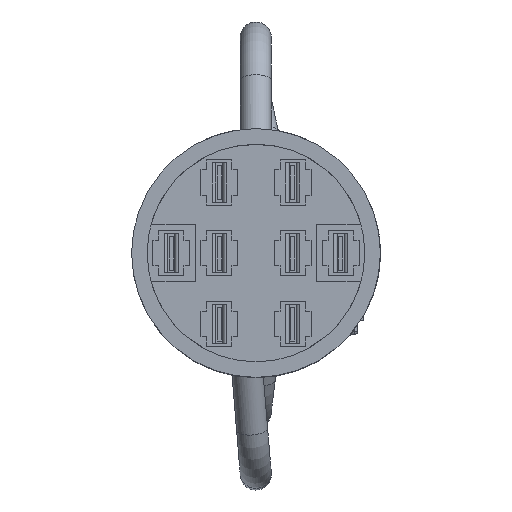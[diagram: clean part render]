
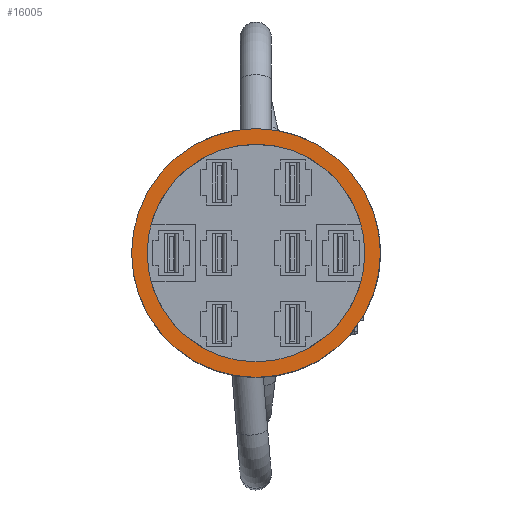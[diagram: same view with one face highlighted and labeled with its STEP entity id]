
A CAD part, top view. The second image highlights one B-rep face of the part: STEP entity #16005.
In plain terms, the highlighted planar face has unit normal (0, 0, 1).
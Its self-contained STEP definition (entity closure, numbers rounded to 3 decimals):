
#223=FACE_BOUND('',#2676,.T.);
#970=PLANE('',#17215);
#1792=FACE_OUTER_BOUND('',#2675,.T.);
#2675=EDGE_LOOP('',(#15083));
#2676=EDGE_LOOP('',(#15084));
#3069=CIRCLE('',#17018,8.8);
#3082=CIRCLE('',#17044,7.7);
#8000=VERTEX_POINT('',#26760);
#8033=VERTEX_POINT('',#26853);
#10149=EDGE_CURVE('',#8000,#8000,#3069,.T.);
#10196=EDGE_CURVE('',#8033,#8033,#3082,.T.);
#15083=ORIENTED_EDGE('',*,*,#10149,.F.);
#15084=ORIENTED_EDGE('',*,*,#10196,.T.);
#16005=ADVANCED_FACE('',(#1792,#223),#970,.T.);
#17018=AXIS2_PLACEMENT_3D('',#26761,#20734,#20735);
#17044=AXIS2_PLACEMENT_3D('',#26854,#20820,#20821);
#17215=AXIS2_PLACEMENT_3D('',#27682,#21373,#21374);
#20734=DIRECTION('center_axis',(0.,0.,
-1.));
#20735=DIRECTION('ref_axis',(0.,-1.,0.));
#20820=DIRECTION('center_axis',(0.,0.,
-1.));
#20821=DIRECTION('ref_axis',(0.,-1.,0.));
#21373=DIRECTION('center_axis',(0.,0.,
1.));
#21374=DIRECTION('ref_axis',(-1.,0.,0.));
#26760=CARTESIAN_POINT('',(0.,8.8,16.));
#26761=CARTESIAN_POINT('Origin',(0.,0.,
16.));
#26853=CARTESIAN_POINT('',(0.,7.7,16.));
#26854=CARTESIAN_POINT('Origin',(0.,0.,
16.));
#27682=CARTESIAN_POINT('Origin',(0.,0.,
16.));
